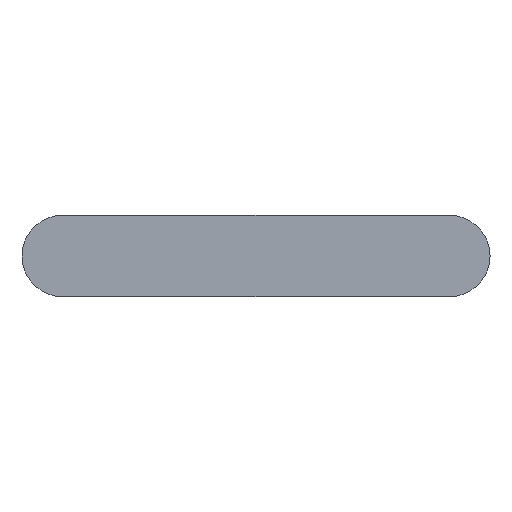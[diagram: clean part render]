
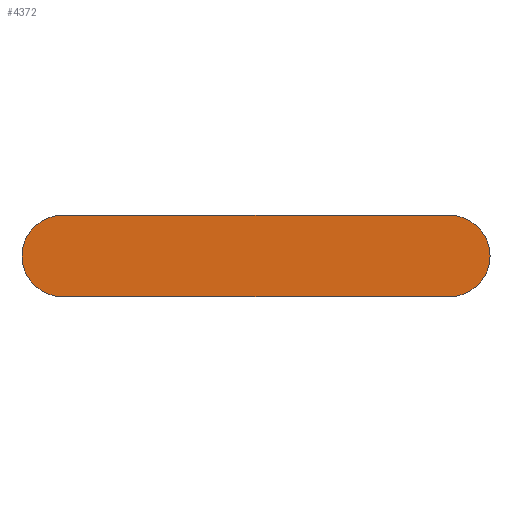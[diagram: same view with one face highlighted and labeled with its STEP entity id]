
A CAD part, left-side view. The second image highlights one B-rep face of the part: STEP entity #4372.
In plain terms, the highlighted face is planar.
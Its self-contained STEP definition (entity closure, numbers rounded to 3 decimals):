
#166 = VERTEX_POINT ( 'NONE', #12069 ) ;
#602 = CIRCLE ( 'NONE', #13061, 3. ) ;
#663 = DIRECTION ( 'NONE',  ( 0., 1., 0. ) ) ;
#1514 = VERTEX_POINT ( 'NONE', #17818 ) ;
#2855 = DIRECTION ( 'NONE',  ( 1., 0., 0. ) ) ;
#2904 = DIRECTION ( 'NONE',  ( -1., 0., 0. ) ) ;
#3130 = CIRCLE ( 'NONE', #5608, 3. ) ;
#4291 = ORIENTED_EDGE ( 'NONE', *, *, #8155, .T. ) ;
#4372 = ADVANCED_FACE ( 'NONE', ( #15632 ), #18761, .T. ) ;
#5608 = AXIS2_PLACEMENT_3D ( 'NONE', #6264, #12161, #663 ) ;
#6101 = VECTOR ( 'NONE', #2855, 1000. ) ;
#6258 = AXIS2_PLACEMENT_3D ( 'NONE', #10292, #16979, #17304 ) ;
#6264 = CARTESIAN_POINT ( 'NONE',  ( -14.25, 0., 0.5 ) ) ;
#6531 = CARTESIAN_POINT ( 'NONE',  ( 14.25, -3., 0.5 ) ) ;
#7485 = ORIENTED_EDGE ( 'NONE', *, *, #16404, .T. ) ;
#7741 = ORIENTED_EDGE ( 'NONE', *, *, #13099, .T. ) ;
#8155 = EDGE_CURVE ( 'NONE', #1514, #19726, #16794, .T. ) ;
#8425 = EDGE_LOOP ( 'NONE', ( #7485, #7741, #18933, #4291 ) ) ;
#9420 = VERTEX_POINT ( 'NONE', #16441 ) ;
#10075 = VECTOR ( 'NONE', #2904, 1000. ) ;
#10292 = CARTESIAN_POINT ( 'NONE',  ( 0., 0., 0.5 ) ) ;
#10808 = EDGE_CURVE ( 'NONE', #9420, #1514, #3130, .T. ) ;
#10922 = CARTESIAN_POINT ( 'NONE',  ( 14.25, 0., 0.5 ) ) ;
#12069 = CARTESIAN_POINT ( 'NONE',  ( 14.25, 3., 0.5 ) ) ;
#12161 = DIRECTION ( 'NONE',  ( 0., 0., 1. ) ) ;
#12586 = DIRECTION ( 'NONE',  ( 0., -1., 0. ) ) ;
#13061 = AXIS2_PLACEMENT_3D ( 'NONE', #10922, #16264, #12586 ) ;
#13099 = EDGE_CURVE ( 'NONE', #166, #9420, #16413, .T. ) ;
#15632 = FACE_OUTER_BOUND ( 'NONE', #8425, .T. ) ;
#16264 = DIRECTION ( 'NONE',  ( 0., 0., 1. ) ) ;
#16404 = EDGE_CURVE ( 'NONE', #19726, #166, #602, .T. ) ;
#16413 = LINE ( 'NONE', #21538, #10075 ) ;
#16441 = CARTESIAN_POINT ( 'NONE',  ( -14.25, 3., 0.5 ) ) ;
#16794 = LINE ( 'NONE', #6531, #6101 ) ;
#16979 = DIRECTION ( 'NONE',  ( 0., 0., 1. ) ) ;
#17304 = DIRECTION ( 'NONE',  ( 1., 0., 0. ) ) ;
#17818 = CARTESIAN_POINT ( 'NONE',  ( -14.25, -3., 0.5 ) ) ;
#18761 = PLANE ( 'NONE',  #6258 ) ;
#18933 = ORIENTED_EDGE ( 'NONE', *, *, #10808, .T. ) ;
#19546 = CARTESIAN_POINT ( 'NONE',  ( 14.25, -3., 0.5 ) ) ;
#19726 = VERTEX_POINT ( 'NONE', #19546 ) ;
#21538 = CARTESIAN_POINT ( 'NONE',  ( -14.25, 3., 0.5 ) ) ;
